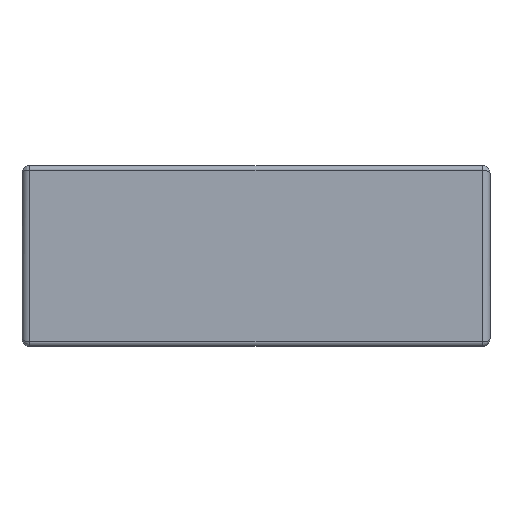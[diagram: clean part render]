
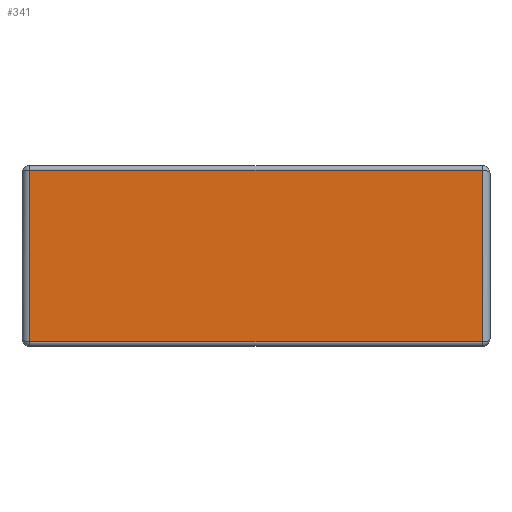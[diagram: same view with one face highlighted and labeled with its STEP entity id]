
A CAD part, front view. The second image highlights one B-rep face of the part: STEP entity #341.
In plain terms, the highlighted planar face has unit normal (0, -1, 0).
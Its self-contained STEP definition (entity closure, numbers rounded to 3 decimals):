
#15=PLANE('',#389);
#26=LINE('',#658,#50);
#29=LINE('',#664,#53);
#30=LINE('',#666,#54);
#31=LINE('',#667,#55);
#50=VECTOR('',#452,10.);
#53=VECTOR('',#459,10.);
#54=VECTOR('',#460,10.);
#55=VECTOR('',#461,10.);
#89=FACE_OUTER_BOUND('',#115,.T.);
#115=EDGE_LOOP('',(#257,#258,#259,#260));
#162=VERTEX_POINT('',#585);
#163=VERTEX_POINT('',#613);
#169=VERTEX_POINT('',#663);
#170=VERTEX_POINT('',#665);
#198=EDGE_CURVE('',#163,#162,#26,.T.);
#201=EDGE_CURVE('',#169,#163,#29,.T.);
#202=EDGE_CURVE('',#170,#169,#30,.T.);
#203=EDGE_CURVE('',#170,#162,#31,.T.);
#257=ORIENTED_EDGE('',*,*,#198,.F.);
#258=ORIENTED_EDGE('',*,*,#201,.F.);
#259=ORIENTED_EDGE('',*,*,#202,.F.);
#260=ORIENTED_EDGE('',*,*,#203,.T.);
#341=ADVANCED_FACE('',(#89),#15,.T.);
#389=AXIS2_PLACEMENT_3D('',#662,#457,#458);
#452=DIRECTION('',(0.,0.,-1.));
#457=DIRECTION('center_axis',(0.,-1.,0.));
#458=DIRECTION('ref_axis',(0.,0.,1.));
#459=DIRECTION('',(1.,0.,0.));
#460=DIRECTION('',(0.,0.,1.));
#461=DIRECTION('',(1.,0.,0.));
#585=CARTESIAN_POINT('',(14.5,-6.8,24.916));
#613=CARTESIAN_POINT('',(14.5,-6.8,35.916));
#658=CARTESIAN_POINT('',(14.5,-6.8,27.666));
#662=CARTESIAN_POINT('Origin',(0.,-6.8,24.916));
#663=CARTESIAN_POINT('',(-14.5,-6.8,35.916));
#664=CARTESIAN_POINT('',(0.,-6.8,35.916));
#665=CARTESIAN_POINT('',(-14.5,-6.8,24.916));
#666=CARTESIAN_POINT('',(-14.5,-6.8,27.666));
#667=CARTESIAN_POINT('',(0.,-6.8,24.916));
